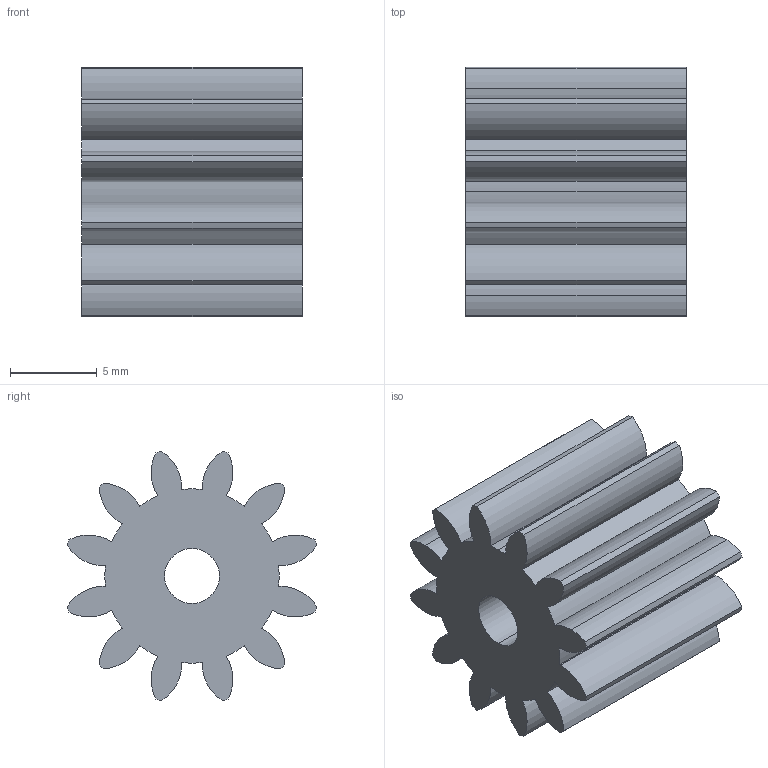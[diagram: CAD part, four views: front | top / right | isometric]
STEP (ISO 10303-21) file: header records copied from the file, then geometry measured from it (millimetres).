
FILE_DESCRIPTION (( 'STEP AP214' ), '1' );
FILE_NAME ('12T Gear Negative.STEP', '2025-03-13T17:13:58', ( '' ), ( '' ), 'SwSTEP 2.0', 'SolidWorks 2024', '' );
FILE_SCHEMA (( 'AUTOMOTIVE_DESIGN' ));
Length unit declared in the file: inch
Products named in the file (1): 12T Gear Negative
Bounding box: 12.7 x 14.4 x 14.4 mm (x, y, z)
Volume: 1398.2 mm3; surface area: 1376.1 mm2
Topology: 1 solids, 1 shells, 57 faces, 165 edges, 110 vertices
Faces by surface type: cylinder 55, plane 2
Entity records: 1980 total; most frequent: DIRECTION 391, CARTESIAN_POINT 333, ORIENTED_EDGE 330, AXIS2_PLACEMENT_3D 168, EDGE_CURVE 165, CIRCLE 110, VERTEX_POINT 110, EDGE_LOOP 59
